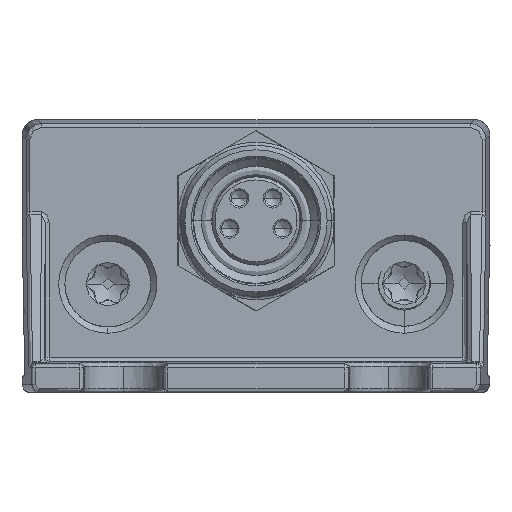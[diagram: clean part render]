
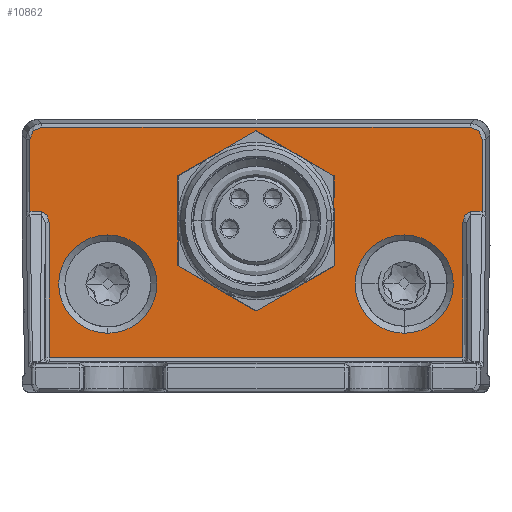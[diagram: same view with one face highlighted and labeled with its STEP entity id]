
A CAD part, front view. The second image highlights one B-rep face of the part: STEP entity #10862.
In plain terms, the highlighted planar face has unit normal (0, -1, 0).
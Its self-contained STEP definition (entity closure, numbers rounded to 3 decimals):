
#2811=AXIS2_PLACEMENT_3D('Circle Axis2P3D',#2809,#2810,$) ;
#2954=AXIS2_PLACEMENT_3D('Circle Axis2P3D',#2952,#2953,$) ;
#2975=AXIS2_PLACEMENT_3D('Circle Axis2P3D',#2973,#2974,$) ;
#3035=AXIS2_PLACEMENT_3D('Circle Axis2P3D',#3033,#3034,$) ;
#10800=AXIS2_PLACEMENT_3D('Circle Axis2P3D',#10798,#10799,$) ;
#10819=AXIS2_PLACEMENT_3D('Circle Axis2P3D',#10817,#10818,$) ;
#10832=AXIS2_PLACEMENT_3D('Plane Axis2P3D',#10829,#10830,#10831) ;
#2521=CARTESIAN_POINT('Vertex',(28.743,20.,16.992)) ;
#2535=CARTESIAN_POINT('Vertex',(1.257,20.,16.992)) ;
#2538=CARTESIAN_POINT('Line Origine',(15.,20.,16.992)) ;
#2542=CARTESIAN_POINT('Vertex',(9.494,20.,16.992)) ;
#2545=CARTESIAN_POINT('Line Origine',(15.,20.,16.992)) ;
#2549=CARTESIAN_POINT('Vertex',(21.02,20.,16.992)) ;
#2552=CARTESIAN_POINT('Line Origine',(15.,20.,16.992)) ;
#2591=CARTESIAN_POINT('Vertex',(0.508,20.,16.243)) ;
#2595=CARTESIAN_POINT('Control Point',(1.257,20.,16.992)) ;
#2596=CARTESIAN_POINT('Control Point',(1.194,20.,16.992)) ;
#2597=CARTESIAN_POINT('Control Point',(1.132,20.,16.986)) ;
#2598=CARTESIAN_POINT('Control Point',(1.068,20.,16.973)) ;
#2599=CARTESIAN_POINT('Control Point',(0.944,20.,16.932)) ;
#2600=CARTESIAN_POINT('Control Point',(0.832,20.,16.865)) ;
#2601=CARTESIAN_POINT('Control Point',(0.781,20.,16.826)) ;
#2602=CARTESIAN_POINT('Control Point',(0.656,20.,16.711)) ;
#2603=CARTESIAN_POINT('Control Point',(0.567,20.,16.564)) ;
#2604=CARTESIAN_POINT('Control Point',(0.528,20.,16.461)) ;
#2605=CARTESIAN_POINT('Control Point',(0.508,20.,16.353)) ;
#2606=CARTESIAN_POINT('Control Point',(0.508,20.,16.243)) ;
#2631=CARTESIAN_POINT('Vertex',(0.508,20.,11.604)) ;
#2634=CARTESIAN_POINT('Line Origine',(0.508,20.,8.75)) ;
#2670=CARTESIAN_POINT('Vertex',(1.251,20.,11.604)) ;
#2673=CARTESIAN_POINT('Line Origine',(15.,20.,11.604)) ;
#2694=CARTESIAN_POINT('Vertex',(1.748,20.,2.248)) ;
#2710=CARTESIAN_POINT('Vertex',(28.252,20.,2.248)) ;
#2713=CARTESIAN_POINT('Line Origine',(15.,20.,2.248)) ;
#2737=CARTESIAN_POINT('Vertex',(29.492,20.,11.604)) ;
#2740=CARTESIAN_POINT('Line Origine',(15.,20.,11.604)) ;
#2744=CARTESIAN_POINT('Vertex',(28.749,20.,11.604)) ;
#2777=CARTESIAN_POINT('Vertex',(29.492,20.,16.243)) ;
#2780=CARTESIAN_POINT('Line Origine',(29.492,20.,8.75)) ;
#2809=CARTESIAN_POINT('Axis2P3D Location',(24.5,20.,6.95)) ;
#2813=CARTESIAN_POINT('Vertex',(24.5,20.,3.8)) ;
#2815=CARTESIAN_POINT('Vertex',(24.5,20.,10.1)) ;
#2952=CARTESIAN_POINT('Axis2P3D Location',(24.5,20.,6.95)) ;
#2973=CARTESIAN_POINT('Axis2P3D Location',(5.5,20.,6.95)) ;
#2977=CARTESIAN_POINT('Vertex',(5.5,20.,3.8)) ;
#2979=CARTESIAN_POINT('Vertex',(5.5,20.,10.1)) ;
#3033=CARTESIAN_POINT('Axis2P3D Location',(5.5,20.,6.95)) ;
#10654=CARTESIAN_POINT('Control Point',(28.252,20.,10.901)) ;
#10655=CARTESIAN_POINT('Control Point',(28.252,20.,11.284)) ;
#10656=CARTESIAN_POINT('Control Point',(28.478,20.,11.604)) ;
#10657=CARTESIAN_POINT('Control Point',(28.749,20.,11.604)) ;
#10658=CARTESIAN_POINT('Vertex',(28.252,20.,10.901)) ;
#10678=CARTESIAN_POINT('Line Origine',(28.252,20.,8.75)) ;
#10699=CARTESIAN_POINT('Vertex',(1.748,20.,10.901)) ;
#10702=CARTESIAN_POINT('Line Origine',(1.748,20.,8.75)) ;
#10728=CARTESIAN_POINT('Control Point',(1.251,20.,11.604)) ;
#10729=CARTESIAN_POINT('Control Point',(1.522,20.,11.604)) ;
#10730=CARTESIAN_POINT('Control Point',(1.748,20.,11.284)) ;
#10731=CARTESIAN_POINT('Control Point',(1.748,20.,10.901)) ;
#10766=CARTESIAN_POINT('Control Point',(29.492,20.,16.243)) ;
#10767=CARTESIAN_POINT('Control Point',(29.492,20.,16.306)) ;
#10768=CARTESIAN_POINT('Control Point',(29.486,20.,16.368)) ;
#10769=CARTESIAN_POINT('Control Point',(29.473,20.,16.432)) ;
#10770=CARTESIAN_POINT('Control Point',(29.432,20.,16.556)) ;
#10771=CARTESIAN_POINT('Control Point',(29.365,20.,16.668)) ;
#10772=CARTESIAN_POINT('Control Point',(29.326,20.,16.719)) ;
#10773=CARTESIAN_POINT('Control Point',(29.211,20.,16.844)) ;
#10774=CARTESIAN_POINT('Control Point',(29.064,20.,16.933)) ;
#10775=CARTESIAN_POINT('Control Point',(28.961,20.,16.972)) ;
#10776=CARTESIAN_POINT('Control Point',(28.853,20.,16.992)) ;
#10777=CARTESIAN_POINT('Control Point',(28.743,20.,16.992)) ;
#10795=CARTESIAN_POINT('Vertex',(18.5,20.,11.)) ;
#10798=CARTESIAN_POINT('Axis2P3D Location',(15.,20.,11.)) ;
#10802=CARTESIAN_POINT('Vertex',(11.5,20.,11.)) ;
#10817=CARTESIAN_POINT('Axis2P3D Location',(15.,20.,11.)) ;
#10829=CARTESIAN_POINT('Axis2P3D Location',(15.,20.,8.75)) ;
#2539=DIRECTION('Vector Direction',(1.,0.,0.)) ;
#2546=DIRECTION('Vector Direction',(1.,0.,0.)) ;
#2553=DIRECTION('Vector Direction',(1.,0.,0.)) ;
#2635=DIRECTION('Vector Direction',(0.,0.,1.)) ;
#2674=DIRECTION('Vector Direction',(-1.,0.,0.)) ;
#2714=DIRECTION('Vector Direction',(-1.,0.,0.)) ;
#2741=DIRECTION('Vector Direction',(-1.,0.,0.)) ;
#2781=DIRECTION('Vector Direction',(0.,0.,1.)) ;
#2810=DIRECTION('Axis2P3D Direction',(0.,-1.,0.)) ;
#2953=DIRECTION('Axis2P3D Direction',(0.,-1.,0.)) ;
#2974=DIRECTION('Axis2P3D Direction',(0.,-1.,0.)) ;
#3034=DIRECTION('Axis2P3D Direction',(0.,-1.,0.)) ;
#10679=DIRECTION('Vector Direction',(0.,0.,-1.)) ;
#10703=DIRECTION('Vector Direction',(0.,0.,1.)) ;
#10799=DIRECTION('Axis2P3D Direction',(0.,-1.,0.)) ;
#10818=DIRECTION('Axis2P3D Direction',(0.,-1.,0.)) ;
#10830=DIRECTION('Axis2P3D Direction',(0.,-1.,0.)) ;
#10831=DIRECTION('Axis2P3D XDirection',(0.,0.,1.)) ;
#2540=VECTOR('Line Direction',#2539,1.) ;
#2547=VECTOR('Line Direction',#2546,1.) ;
#2554=VECTOR('Line Direction',#2553,1.) ;
#2636=VECTOR('Line Direction',#2635,1.) ;
#2675=VECTOR('Line Direction',#2674,1.) ;
#2715=VECTOR('Line Direction',#2714,1.) ;
#2742=VECTOR('Line Direction',#2741,1.) ;
#2782=VECTOR('Line Direction',#2781,1.) ;
#10680=VECTOR('Line Direction',#10679,1.) ;
#10704=VECTOR('Line Direction',#10703,1.) ;
#10835=ORIENTED_EDGE('',*,*,#2551,.T.) ;
#10836=ORIENTED_EDGE('',*,*,#2544,.T.) ;
#10837=ORIENTED_EDGE('',*,*,#2607,.T.) ;
#10838=ORIENTED_EDGE('',*,*,#2638,.T.) ;
#10839=ORIENTED_EDGE('',*,*,#2677,.T.) ;
#10840=ORIENTED_EDGE('',*,*,#10732,.F.) ;
#10841=ORIENTED_EDGE('',*,*,#10706,.F.) ;
#10842=ORIENTED_EDGE('',*,*,#2717,.T.) ;
#10843=ORIENTED_EDGE('',*,*,#10682,.F.) ;
#10844=ORIENTED_EDGE('',*,*,#10660,.F.) ;
#10845=ORIENTED_EDGE('',*,*,#2746,.T.) ;
#10846=ORIENTED_EDGE('',*,*,#2784,.T.) ;
#10847=ORIENTED_EDGE('',*,*,#10778,.T.) ;
#10848=ORIENTED_EDGE('',*,*,#2556,.T.) ;
#10851=ORIENTED_EDGE('',*,*,#10804,.F.) ;
#10852=ORIENTED_EDGE('',*,*,#10821,.F.) ;
#10855=ORIENTED_EDGE('',*,*,#2817,.T.) ;
#10856=ORIENTED_EDGE('',*,*,#2956,.T.) ;
#10859=ORIENTED_EDGE('',*,*,#2981,.T.) ;
#10860=ORIENTED_EDGE('',*,*,#3037,.T.) ;
#10853=FACE_BOUND('',#10850,.T.) ;
#10857=FACE_BOUND('',#10854,.T.) ;
#10861=FACE_BOUND('',#10858,.T.) ;
#10862=ADVANCED_FACE('Hauptkoerper',(#10849,#10853,#10857,#10861),#10833,.T.) ;
#2594=B_SPLINE_CURVE_WITH_KNOTS('',5,(#2595,#2596,#2597,#2598,#2599,#2600,#2601,#2602,#2603,#2604,#2605,#2606),.UNSPECIFIED.,.F.,.U.,(6,3,3,6),(0.,0.605,1.21,2.269),.UNSPECIFIED.) ;
#10765=B_SPLINE_CURVE_WITH_KNOTS('',5,(#10766,#10767,#10768,#10769,#10770,#10771,#10772,#10773,#10774,#10775,#10776,#10777),.UNSPECIFIED.,.F.,.U.,(6,3,3,6),(0.,0.605,1.21,2.269),.UNSPECIFIED.) ;
#2812=CIRCLE('generated circle',#2811,3.15) ;
#2955=CIRCLE('generated circle',#2954,3.15) ;
#2976=CIRCLE('generated circle',#2975,3.15) ;
#3036=CIRCLE('generated circle',#3035,3.15) ;
#10801=CIRCLE('generated circle',#10800,3.5) ;
#10820=CIRCLE('generated circle',#10819,3.5) ;
#2544=EDGE_CURVE('',#2543,#2536,#2541,.F.) ;
#2551=EDGE_CURVE('',#2550,#2543,#2548,.F.) ;
#2556=EDGE_CURVE('',#2522,#2550,#2555,.F.) ;
#2607=EDGE_CURVE('',#2536,#2592,#2594,.T.) ;
#2638=EDGE_CURVE('',#2592,#2632,#2637,.F.) ;
#2677=EDGE_CURVE('',#2632,#2671,#2676,.F.) ;
#2717=EDGE_CURVE('',#2695,#2711,#2716,.F.) ;
#2746=EDGE_CURVE('',#2745,#2738,#2743,.F.) ;
#2784=EDGE_CURVE('',#2738,#2778,#2783,.T.) ;
#2817=EDGE_CURVE('',#2814,#2816,#2812,.F.) ;
#2956=EDGE_CURVE('',#2816,#2814,#2955,.F.) ;
#2981=EDGE_CURVE('',#2978,#2980,#2976,.F.) ;
#3037=EDGE_CURVE('',#2980,#2978,#3036,.F.) ;
#10660=EDGE_CURVE('',#2745,#10659,#10653,.F.) ;
#10682=EDGE_CURVE('',#10659,#2711,#10681,.T.) ;
#10706=EDGE_CURVE('',#2695,#10700,#10705,.T.) ;
#10732=EDGE_CURVE('',#10700,#2671,#10727,.F.) ;
#10778=EDGE_CURVE('',#2778,#2522,#10765,.T.) ;
#10804=EDGE_CURVE('',#10796,#10803,#10801,.T.) ;
#10821=EDGE_CURVE('',#10803,#10796,#10820,.T.) ;
#10834=EDGE_LOOP('',(#10835,#10836,#10837,#10838,#10839,#10840,#10841,#10842,#10843,#10844,#10845,#10846,#10847,#10848)) ;
#10850=EDGE_LOOP('',(#10851,#10852)) ;
#10854=EDGE_LOOP('',(#10855,#10856)) ;
#10858=EDGE_LOOP('',(#10859,#10860)) ;
#10849=FACE_OUTER_BOUND('',#10834,.T.) ;
#2541=LINE('Line',#2538,#2540) ;
#2548=LINE('Line',#2545,#2547) ;
#2555=LINE('Line',#2552,#2554) ;
#2637=LINE('Line',#2634,#2636) ;
#2676=LINE('Line',#2673,#2675) ;
#2716=LINE('Line',#2713,#2715) ;
#2743=LINE('Line',#2740,#2742) ;
#2783=LINE('Line',#2780,#2782) ;
#10681=LINE('Line',#10678,#10680) ;
#10705=LINE('Line',#10702,#10704) ;
#10833=PLANE('',#10832) ;
#2522=VERTEX_POINT('',#2521) ;
#2536=VERTEX_POINT('',#2535) ;
#2543=VERTEX_POINT('',#2542) ;
#2550=VERTEX_POINT('',#2549) ;
#2592=VERTEX_POINT('',#2591) ;
#2632=VERTEX_POINT('',#2631) ;
#2671=VERTEX_POINT('',#2670) ;
#2695=VERTEX_POINT('',#2694) ;
#2711=VERTEX_POINT('',#2710) ;
#2738=VERTEX_POINT('',#2737) ;
#2745=VERTEX_POINT('',#2744) ;
#2778=VERTEX_POINT('',#2777) ;
#2814=VERTEX_POINT('',#2813) ;
#2816=VERTEX_POINT('',#2815) ;
#2978=VERTEX_POINT('',#2977) ;
#2980=VERTEX_POINT('',#2979) ;
#10659=VERTEX_POINT('',#10658) ;
#10700=VERTEX_POINT('',#10699) ;
#10796=VERTEX_POINT('',#10795) ;
#10803=VERTEX_POINT('',#10802) ;
#10653=(BOUNDED_CURVE()B_SPLINE_CURVE(3,(#10654,#10655,#10656,#10657),.UNSPECIFIED.,.F.,.U.)B_SPLINE_CURVE_WITH_KNOTS((4,4),(-0.001,0.865),.UNSPECIFIED.)CURVE()GEOMETRIC_REPRESENTATION_ITEM()RATIONAL_B_SPLINE_CURVE((1.,1.,1.,1.))REPRESENTATION_ITEM('')) ;
#10727=(BOUNDED_CURVE()B_SPLINE_CURVE(3,(#10728,#10729,#10730,#10731),.UNSPECIFIED.,.F.,.U.)B_SPLINE_CURVE_WITH_KNOTS((4,4),(-0.001,0.865),.UNSPECIFIED.)CURVE()GEOMETRIC_REPRESENTATION_ITEM()RATIONAL_B_SPLINE_CURVE((1.,1.,1.,1.))REPRESENTATION_ITEM('')) ;
